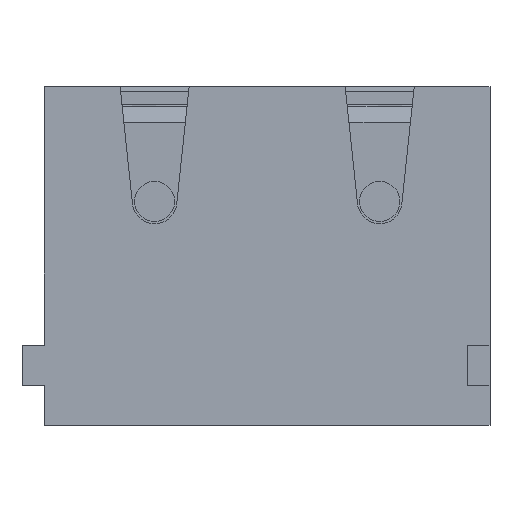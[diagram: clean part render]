
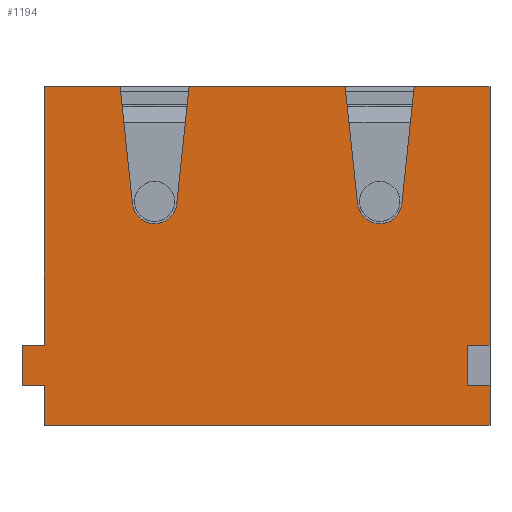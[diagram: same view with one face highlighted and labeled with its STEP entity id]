
A CAD part, front view. The second image highlights one B-rep face of the part: STEP entity #1194.
In plain terms, the highlighted planar face has unit normal (0, -1, 0).
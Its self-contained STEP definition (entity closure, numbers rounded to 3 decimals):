
#64=CARTESIAN_POINT('',(4.5,0.,-2.9));
#65=VERTEX_POINT('',#64);
#74=CARTESIAN_POINT('',(5.,0.,-2.9));
#75=VERTEX_POINT('',#74);
#76=CARTESIAN_POINT('',(5.,0.,-2.9));
#77=DIRECTION('',(-1.,0.,0.));
#78=VECTOR('',#77,0.5);
#79=LINE('',#76,#78);
#80=EDGE_CURVE('',#75,#65,#79,.T.);
#114=CARTESIAN_POINT('',(5.,0.,-2.));
#115=VERTEX_POINT('',#114);
#122=CARTESIAN_POINT('',(4.5,0.,-2.));
#123=VERTEX_POINT('',#122);
#124=CARTESIAN_POINT('',(4.5,0.,-2.));
#125=DIRECTION('',(1.,0.,-0.));
#126=VECTOR('',#125,0.5);
#127=LINE('',#124,#126);
#128=EDGE_CURVE('',#123,#115,#127,.T.);
#154=CARTESIAN_POINT('',(4.5,0.,-2.9));
#155=DIRECTION('',(0.,0.,1.));
#156=VECTOR('',#155,0.9);
#157=LINE('',#154,#156);
#158=EDGE_CURVE('',#65,#123,#157,.T.);
#779=CARTESIAN_POINT('',(-5.,0.,-3.8));
#780=VERTEX_POINT('',#779);
#781=CARTESIAN_POINT('',(-5.,0.,-2.9));
#782=VERTEX_POINT('',#781);
#783=CARTESIAN_POINT('',(-5.,0.,-3.8));
#784=DIRECTION('',(0.,0.,1.));
#785=VECTOR('',#784,0.9);
#786=LINE('',#783,#785);
#787=EDGE_CURVE('',#780,#782,#786,.T.);
#805=CARTESIAN_POINT('',(-5.,0.,-2.));
#806=VERTEX_POINT('',#805);
#813=CARTESIAN_POINT('',(-5.,0.,3.8));
#814=VERTEX_POINT('',#813);
#815=CARTESIAN_POINT('',(-5.,0.,-2.));
#816=DIRECTION('',(0.,0.,1.));
#817=VECTOR('',#816,5.8);
#818=LINE('',#815,#817);
#819=EDGE_CURVE('',#806,#814,#818,.T.);
#860=CARTESIAN_POINT('',(5.,0.,-3.8));
#861=VERTEX_POINT('',#860);
#862=CARTESIAN_POINT('',(5.,0.,-2.9));
#863=DIRECTION('',(0.,0.,-1.));
#864=VECTOR('',#863,0.9);
#865=LINE('',#862,#864);
#866=EDGE_CURVE('',#75,#861,#865,.T.);
#891=CARTESIAN_POINT('',(5.,0.,3.8));
#892=VERTEX_POINT('',#891);
#899=CARTESIAN_POINT('',(5.,0.,3.8));
#900=DIRECTION('',(0.,0.,-1.));
#901=VECTOR('',#900,5.8);
#902=LINE('',#899,#901);
#903=EDGE_CURVE('',#892,#115,#902,.T.);
#931=CARTESIAN_POINT('',(3.3,0.,3.8));
#932=VERTEX_POINT('',#931);
#939=CARTESIAN_POINT('',(3.3,0.,3.8));
#940=DIRECTION('',(1.,0.,-0.));
#941=VECTOR('',#940,1.7);
#942=LINE('',#939,#941);
#943=EDGE_CURVE('',#932,#892,#942,.T.);
#953=CARTESIAN_POINT('',(-3.3,0.,3.8));
#954=VERTEX_POINT('',#953);
#955=CARTESIAN_POINT('',(-5.,0.,3.8));
#956=DIRECTION('',(1.,0.,-0.));
#957=VECTOR('',#956,1.7);
#958=LINE('',#955,#957);
#959=EDGE_CURVE('',#814,#954,#958,.T.);
#1009=CARTESIAN_POINT('',(-1.75,0.,3.8));
#1010=VERTEX_POINT('',#1009);
#1017=CARTESIAN_POINT('',(1.75,0.,3.8));
#1018=VERTEX_POINT('',#1017);
#1019=CARTESIAN_POINT('',(-1.75,0.,3.8));
#1020=DIRECTION('',(1.,0.,-0.));
#1021=VECTOR('',#1020,3.5);
#1022=LINE('',#1019,#1021);
#1023=EDGE_CURVE('',#1010,#1018,#1022,.T.);
#1072=CARTESIAN_POINT('',(5.,0.,-3.8));
#1073=DIRECTION('',(-1.,0.,0.));
#1074=VECTOR('',#1073,10.);
#1075=LINE('',#1072,#1074);
#1076=EDGE_CURVE('',#861,#780,#1075,.T.);
#1090=CARTESIAN_POINT('',(0.,0.,0.));
#1091=DIRECTION('',(0.,-1.,0.));
#1092=DIRECTION('',(0.,0.,-1.));
#1093=AXIS2_PLACEMENT_3D('',#1090,#1091,#1092);
#1094=PLANE('',#1093);
#1095=CARTESIAN_POINT('',(3.022,0.,1.172));
#1096=VERTEX_POINT('',#1095);
#1097=CARTESIAN_POINT('',(3.022,0.,1.172));
#1098=DIRECTION('',(0.105,0.,0.994));
#1099=VECTOR('',#1098,2.642);
#1100=LINE('',#1097,#1099);
#1101=EDGE_CURVE('',#1096,#932,#1100,.T.);
#1102=ORIENTED_EDGE('',*,*,#1101,.F.);
#1103=CARTESIAN_POINT('',(2.525,0.,0.725));
#1104=VERTEX_POINT('',#1103);
#1105=CARTESIAN_POINT('',(2.525,0.,1.225));
#1106=DIRECTION('',(0.,-1.,0.));
#1107=DIRECTION('',(0.,0.,1.));
#1108=AXIS2_PLACEMENT_3D('',#1105,#1106,#1107);
#1109=CIRCLE('',#1108,0.5);
#1110=EDGE_CURVE('',#1104,#1096,#1109,.T.);
#1111=ORIENTED_EDGE('',*,*,#1110,.F.);
#1112=CARTESIAN_POINT('',(2.028,0.,1.172));
#1113=VERTEX_POINT('',#1112);
#1114=CARTESIAN_POINT('',(2.525,0.,1.225));
#1115=DIRECTION('',(0.,-1.,0.));
#1116=DIRECTION('',(0.,0.,1.));
#1117=AXIS2_PLACEMENT_3D('',#1114,#1115,#1116);
#1118=CIRCLE('',#1117,0.5);
#1119=EDGE_CURVE('',#1113,#1104,#1118,.T.);
#1120=ORIENTED_EDGE('',*,*,#1119,.F.);
#1121=CARTESIAN_POINT('',(1.75,0.,3.8));
#1122=DIRECTION('',(0.105,0.,-0.994));
#1123=VECTOR('',#1122,2.642);
#1124=LINE('',#1121,#1123);
#1125=EDGE_CURVE('',#1018,#1113,#1124,.T.);
#1126=ORIENTED_EDGE('',*,*,#1125,.F.);
#1127=ORIENTED_EDGE('',*,*,#1023,.F.);
#1128=CARTESIAN_POINT('',(-2.028,0.,1.172));
#1129=VERTEX_POINT('',#1128);
#1130=CARTESIAN_POINT('',(-2.028,0.,1.172));
#1131=DIRECTION('',(0.105,0.,0.994));
#1132=VECTOR('',#1131,2.642);
#1133=LINE('',#1130,#1132);
#1134=EDGE_CURVE('',#1129,#1010,#1133,.T.);
#1135=ORIENTED_EDGE('',*,*,#1134,.F.);
#1136=CARTESIAN_POINT('',(-2.525,0.,0.725));
#1137=VERTEX_POINT('',#1136);
#1138=CARTESIAN_POINT('',(-2.525,0.,1.225));
#1139=DIRECTION('',(0.,-1.,0.));
#1140=DIRECTION('',(0.,0.,-1.));
#1141=AXIS2_PLACEMENT_3D('',#1138,#1139,#1140);
#1142=CIRCLE('',#1141,0.5);
#1143=EDGE_CURVE('',#1137,#1129,#1142,.T.);
#1144=ORIENTED_EDGE('',*,*,#1143,.F.);
#1145=CARTESIAN_POINT('',(-3.022,0.,1.172));
#1146=VERTEX_POINT('',#1145);
#1147=CARTESIAN_POINT('',(-2.525,0.,1.225));
#1148=DIRECTION('',(0.,-1.,0.));
#1149=DIRECTION('',(0.,0.,-1.));
#1150=AXIS2_PLACEMENT_3D('',#1147,#1148,#1149);
#1151=CIRCLE('',#1150,0.5);
#1152=EDGE_CURVE('',#1146,#1137,#1151,.T.);
#1153=ORIENTED_EDGE('',*,*,#1152,.F.);
#1154=CARTESIAN_POINT('',(-3.3,0.,3.8));
#1155=DIRECTION('',(0.105,0.,-0.994));
#1156=VECTOR('',#1155,2.642);
#1157=LINE('',#1154,#1156);
#1158=EDGE_CURVE('',#954,#1146,#1157,.T.);
#1159=ORIENTED_EDGE('',*,*,#1158,.F.);
#1160=ORIENTED_EDGE('',*,*,#959,.F.);
#1161=ORIENTED_EDGE('',*,*,#819,.F.);
#1162=CARTESIAN_POINT('',(-5.5,0.,-2.));
#1163=VERTEX_POINT('',#1162);
#1164=CARTESIAN_POINT('',(-5.5,0.,-2.));
#1165=DIRECTION('',(1.,0.,-0.));
#1166=VECTOR('',#1165,0.5);
#1167=LINE('',#1164,#1166);
#1168=EDGE_CURVE('',#1163,#806,#1167,.T.);
#1169=ORIENTED_EDGE('',*,*,#1168,.F.);
#1170=CARTESIAN_POINT('',(-5.5,-0.,-2.9));
#1171=VERTEX_POINT('',#1170);
#1172=CARTESIAN_POINT('',(-5.5,-0.,-2.9));
#1173=DIRECTION('',(0.,0.,1.));
#1174=VECTOR('',#1173,0.9);
#1175=LINE('',#1172,#1174);
#1176=EDGE_CURVE('',#1171,#1163,#1175,.T.);
#1177=ORIENTED_EDGE('',*,*,#1176,.F.);
#1178=CARTESIAN_POINT('',(-5.5,-0.,-2.9));
#1179=DIRECTION('',(1.,0.,-0.));
#1180=VECTOR('',#1179,0.5);
#1181=LINE('',#1178,#1180);
#1182=EDGE_CURVE('',#1171,#782,#1181,.T.);
#1183=ORIENTED_EDGE('',*,*,#1182,.T.);
#1184=ORIENTED_EDGE('',*,*,#787,.F.);
#1185=ORIENTED_EDGE('',*,*,#1076,.F.);
#1186=ORIENTED_EDGE('',*,*,#866,.F.);
#1187=ORIENTED_EDGE('',*,*,#80,.T.);
#1188=ORIENTED_EDGE('',*,*,#158,.T.);
#1189=ORIENTED_EDGE('',*,*,#128,.T.);
#1190=ORIENTED_EDGE('',*,*,#903,.F.);
#1191=ORIENTED_EDGE('',*,*,#943,.F.);
#1192=EDGE_LOOP('',(#1102,#1111,#1120,#1126,#1127,#1135,#1144,#1153,#1159,#1160,#1161,#1169,#1177,#1183,#1184,#1185,#1186,#1187,#1188,#1189,#1190,#1191));
#1193=FACE_BOUND('',#1192,.T.);
#1194=ADVANCED_FACE('',(#1193),#1094,.T.);
